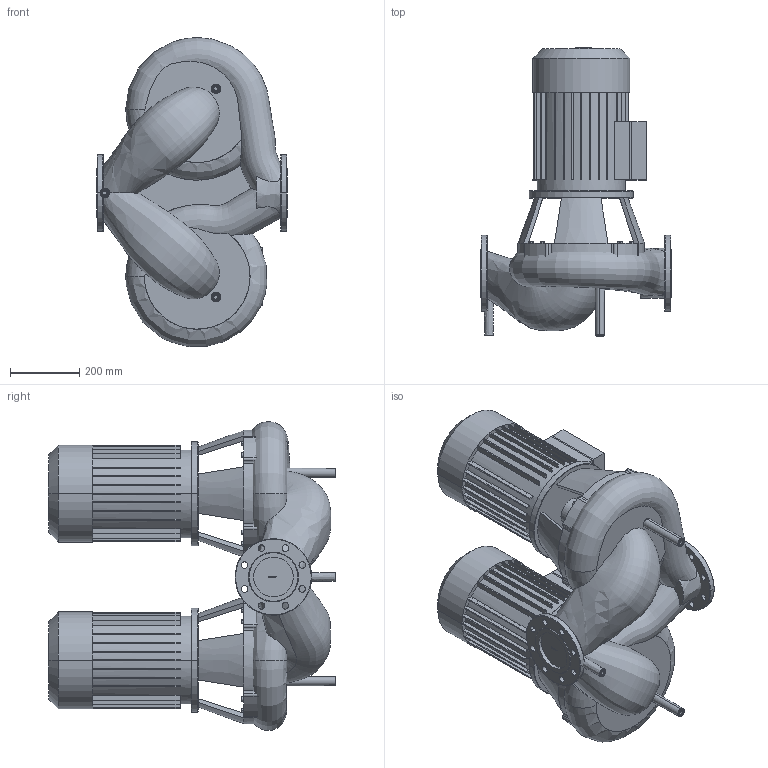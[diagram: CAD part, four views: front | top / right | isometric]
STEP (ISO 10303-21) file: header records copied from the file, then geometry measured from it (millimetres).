
FILE_DESCRIPTION((''),'2;1');
FILE_NAME('3d_DL100_250-5_5_4-2120976.stp','2016-05-24T12:45:01',(''),(''),'Mechanical Desktop 2009','Mechanical Desktop 2009',', , ');
FILE_SCHEMA(('CONFIG_CONTROL_DESIGN'));
Length unit declared in the file: millimetre
Products named in the file (1): Product
Bounding box: 550 x 829 x 890.28 mm (x, y, z)
Volume: 113251106.6 mm3; surface area: 3993007.5 mm2
Topology: 17 solids, 17 shells, 691 faces, 1879 edges, 1246 vertices
Faces by surface type: bspline 295, plane 218, cylinder 160, cone 14, torus 4
Entity records: 45438 total; most frequent: CARTESIAN_POINT 28482, ORIENTED_EDGE 3754, DIRECTION 3122, EDGE_CURVE 1877, VERTEX_POINT 1245, VECTOR 1042, LINE 1042, AXIS2_PLACEMENT_3D 1040
